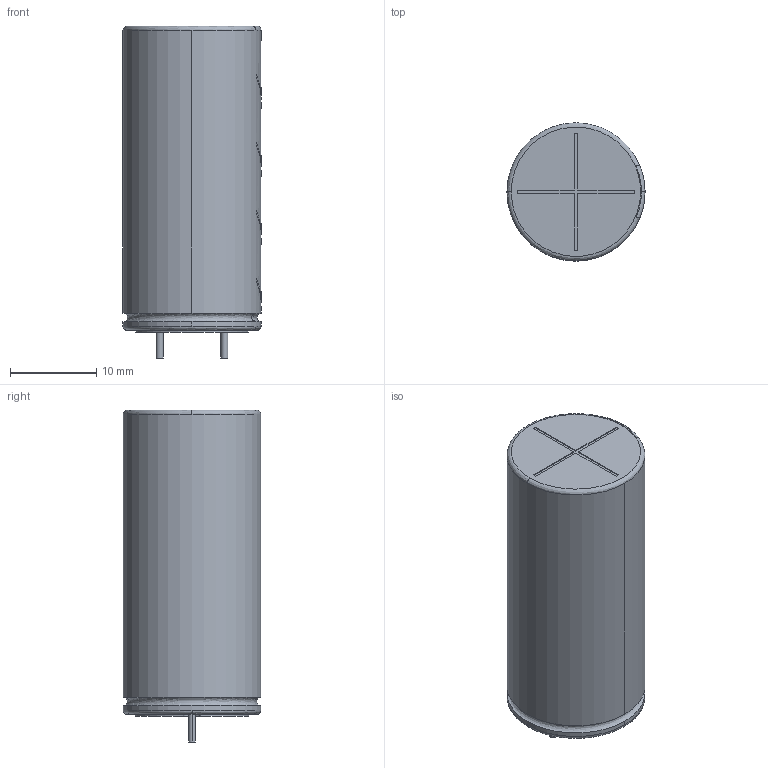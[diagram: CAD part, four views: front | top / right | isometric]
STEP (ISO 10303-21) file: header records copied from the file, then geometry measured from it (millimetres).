
FILE_DESCRIPTION (( 'STEP AP214' ), '1' );
FILE_NAME ('User Library-CAPAER_D160_L355_P075_W008X030.STEP', '2024-09-22T15:53:44', ( '' ), ( '' ), 'SwSTEP 2.0', 'SolidWorks 2022', '' );
FILE_SCHEMA (( 'AUTOMOTIVE_DESIGN' ));
Length unit declared in the file: millimetre
Products named in the file (2): User Library-CAPAER_D160_L355_P075_W008X030; CAPAER_D160_L355_P075_W008X030
Assembly tree (1 placements, depth 2):
  User Library-CAPAER_D160_L355_P075_W008X030
    CAPAER_D160_L355_P075_W008X030
Bounding box: 16.01 x 16 x 38.51 mm (x, y, z)
Volume: 7096.1 mm3; surface area: 2230.8 mm2
Topology: 1 solids, 1 shells, 105 faces, 271 edges, 180 vertices
Faces by surface type: plane 57, cylinder 35, bspline 11, cone 2
Entity records: 4140 total; most frequent: CARTESIAN_POINT 1126, ORIENTED_EDGE 542, DIRECTION 462, EDGE_CURVE 271, VERTEX_POINT 180, AXIS2_PLACEMENT_3D 157, LINE 148, VECTOR 148
